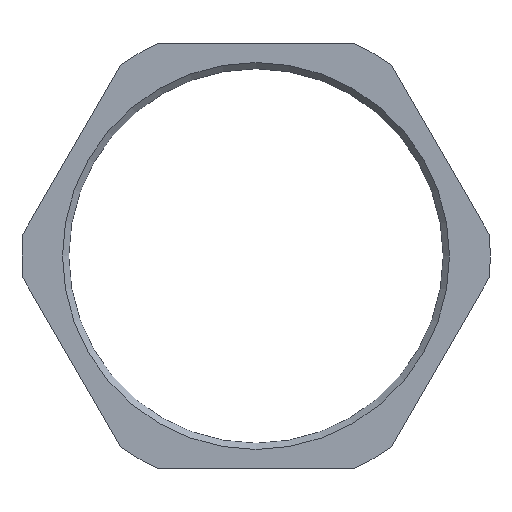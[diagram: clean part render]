
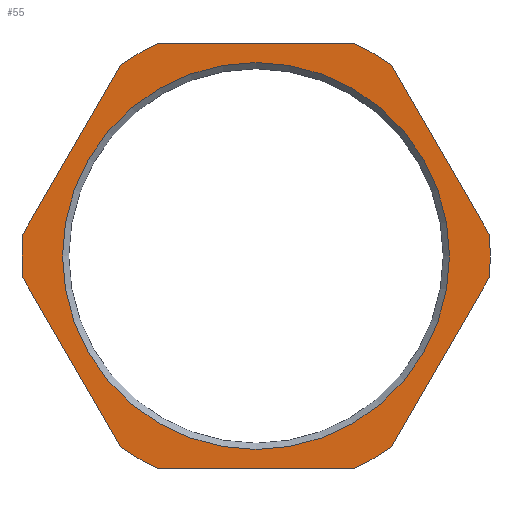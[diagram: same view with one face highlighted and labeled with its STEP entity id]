
A CAD part, left-side view. The second image highlights one B-rep face of the part: STEP entity #55.
In plain terms, the highlighted planar face has unit normal (-1, 0, 0).
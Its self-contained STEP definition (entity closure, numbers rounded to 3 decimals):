
#55 = ADVANCED_FACE( '', ( #115, #116 ), #117, .F. );
#115 = FACE_OUTER_BOUND( '', #178, .T. );
#116 = FACE_BOUND( '', #179, .T. );
#117 = PLANE( '', #180 );
#178 = EDGE_LOOP( '', ( #264, #265, #266, #267, #268, #269, #270, #271, #272, #273, #274, #275 ) );
#179 = EDGE_LOOP( '', ( #276 ) );
#180 = AXIS2_PLACEMENT_3D( '', #277, #278, #279 );
#264 = ORIENTED_EDGE( '', *, *, #380, .F. );
#265 = ORIENTED_EDGE( '', *, *, #375, .F. );
#266 = ORIENTED_EDGE( '', *, *, #389, .F. );
#267 = ORIENTED_EDGE( '', *, *, #390, .F. );
#268 = ORIENTED_EDGE( '', *, *, #391, .F. );
#269 = ORIENTED_EDGE( '', *, *, #365, .F. );
#270 = ORIENTED_EDGE( '', *, *, #392, .F. );
#271 = ORIENTED_EDGE( '', *, *, #360, .F. );
#272 = ORIENTED_EDGE( '', *, *, #393, .F. );
#273 = ORIENTED_EDGE( '', *, *, #370, .F. );
#274 = ORIENTED_EDGE( '', *, *, #394, .F. );
#275 = ORIENTED_EDGE( '', *, *, #395, .F. );
#276 = ORIENTED_EDGE( '', *, *, #396, .T. );
#277 = CARTESIAN_POINT( '', ( 0., 0., 0. ) );
#278 = DIRECTION( '', ( 1., 0., 0. ) );
#279 = DIRECTION( '', ( 0., 0., -1. ) );
#360 = EDGE_CURVE( '', #417, #418, #419, .T. );
#365 = EDGE_CURVE( '', #426, #427, #428, .T. );
#370 = EDGE_CURVE( '', #435, #436, #437, .T. );
#375 = EDGE_CURVE( '', #444, #445, #446, .T. );
#380 = EDGE_CURVE( '', #445, #453, #454, .T. );
#389 = EDGE_CURVE( '', #467, #444, #468, .T. );
#390 = EDGE_CURVE( '', #469, #467, #470, .T. );
#391 = EDGE_CURVE( '', #427, #469, #471, .T. );
#392 = EDGE_CURVE( '', #418, #426, #472, .T. );
#393 = EDGE_CURVE( '', #436, #417, #473, .T. );
#394 = EDGE_CURVE( '', #474, #435, #475, .T. );
#395 = EDGE_CURVE( '', #453, #474, #476, .T. );
#396 = EDGE_CURVE( '', #477, #477, #478, .T. );
#417 = VERTEX_POINT( '', #502 );
#418 = VERTEX_POINT( '', #503 );
#419 = CIRCLE( '', #504, 30.25 );
#426 = VERTEX_POINT( '', #513 );
#427 = VERTEX_POINT( '', #514 );
#428 = CIRCLE( '', #515, 30.25 );
#435 = VERTEX_POINT( '', #524 );
#436 = VERTEX_POINT( '', #525 );
#437 = CIRCLE( '', #526, 30.25 );
#444 = VERTEX_POINT( '', #535 );
#445 = VERTEX_POINT( '', #536 );
#446 = CIRCLE( '', #537, 30.25 );
#453 = VERTEX_POINT( '', #546 );
#454 = LINE( '', #547, #548 );
#467 = VERTEX_POINT( '', #563 );
#468 = LINE( '', #564, #565 );
#469 = VERTEX_POINT( '', #566 );
#470 = CIRCLE( '', #567, 30.25 );
#471 = LINE( '', #568, #569 );
#472 = LINE( '', #570, #571 );
#473 = LINE( '', #572, #573 );
#474 = VERTEX_POINT( '', #574 );
#475 = LINE( '', #575, #576 );
#476 = CIRCLE( '', #577, 30.25 );
#477 = VERTEX_POINT( '', #578 );
#478 = CIRCLE( '', #579, 25. );
#502 = CARTESIAN_POINT( '', ( 0., -30.117, 2.836 ) );
#503 = CARTESIAN_POINT( '', ( 0., -30.117, -2.836 ) );
#504 = AXIS2_PLACEMENT_3D( '', #610, #611, #612 );
#513 = CARTESIAN_POINT( '', ( 0., -17.515, -24.664 ) );
#514 = CARTESIAN_POINT( '', ( 0., -12.602, -27.5 ) );
#515 = AXIS2_PLACEMENT_3D( '', #618, #619, #620 );
#524 = CARTESIAN_POINT( '', ( 0., -12.602, 27.5 ) );
#525 = CARTESIAN_POINT( '', ( 0., -17.515, 24.664 ) );
#526 = AXIS2_PLACEMENT_3D( '', #626, #627, #628 );
#535 = CARTESIAN_POINT( '', ( 0., 30.117, -2.836 ) );
#536 = CARTESIAN_POINT( '', ( 0., 30.117, 2.836 ) );
#537 = AXIS2_PLACEMENT_3D( '', #634, #635, #636 );
#546 = CARTESIAN_POINT( '', ( 0., 17.515, 24.664 ) );
#547 = CARTESIAN_POINT( '', ( 0., 30.117, 2.836 ) );
#548 = VECTOR( '', #642, 1000. );
#563 = CARTESIAN_POINT( '', ( 0., 17.515, -24.664 ) );
#564 = CARTESIAN_POINT( '', ( 0., 17.515, -24.664 ) );
#565 = VECTOR( '', #654, 1000. );
#566 = CARTESIAN_POINT( '', ( 0., 12.602, -27.5 ) );
#567 = AXIS2_PLACEMENT_3D( '', #655, #656, #657 );
#568 = CARTESIAN_POINT( '', ( 0., -12.602, -27.5 ) );
#569 = VECTOR( '', #658, 1000. );
#570 = CARTESIAN_POINT( '', ( 0., -30.117, -2.836 ) );
#571 = VECTOR( '', #659, 1000. );
#572 = CARTESIAN_POINT( '', ( 0., -17.515, 24.664 ) );
#573 = VECTOR( '', #660, 1000. );
#574 = CARTESIAN_POINT( '', ( 0., 12.602, 27.5 ) );
#575 = CARTESIAN_POINT( '', ( 0., 12.602, 27.5 ) );
#576 = VECTOR( '', #661, 1000. );
#577 = AXIS2_PLACEMENT_3D( '', #662, #663, #664 );
#578 = CARTESIAN_POINT( '', ( 0., 0., -25. ) );
#579 = AXIS2_PLACEMENT_3D( '', #665, #666, #667 );
#610 = CARTESIAN_POINT( '', ( 0., 0., 0. ) );
#611 = DIRECTION( '', ( 1., 0., 0. ) );
#612 = DIRECTION( '', ( 0., 0., -1. ) );
#618 = CARTESIAN_POINT( '', ( 0., 0., 0. ) );
#619 = DIRECTION( '', ( 1., 0., 0. ) );
#620 = DIRECTION( '', ( 0., 0., -1. ) );
#626 = CARTESIAN_POINT( '', ( 0., 0., 0. ) );
#627 = DIRECTION( '', ( 1., 0., 0. ) );
#628 = DIRECTION( '', ( 0., 0., -1. ) );
#634 = CARTESIAN_POINT( '', ( 0., 0., 0. ) );
#635 = DIRECTION( '', ( 1., 0., 0. ) );
#636 = DIRECTION( '', ( 0., 0., -1. ) );
#642 = DIRECTION( '', ( 0., -0.5, 0.866 ) );
#654 = DIRECTION( '', ( 0., 0.5, 0.866 ) );
#655 = CARTESIAN_POINT( '', ( 0., 0., 0. ) );
#656 = DIRECTION( '', ( 1., 0., 0. ) );
#657 = DIRECTION( '', ( 0., 0., -1. ) );
#658 = DIRECTION( '', ( 0., 1., 0. ) );
#659 = DIRECTION( '', ( 0., 0.5, -0.866 ) );
#660 = DIRECTION( '', ( 0., -0.5, -0.866 ) );
#661 = DIRECTION( '', ( 0., -1., 0. ) );
#662 = CARTESIAN_POINT( '', ( 0., 0., 0. ) );
#663 = DIRECTION( '', ( 1., 0., 0. ) );
#664 = DIRECTION( '', ( 0., 0., -1. ) );
#665 = CARTESIAN_POINT( '', ( 0., 0., 0. ) );
#666 = DIRECTION( '', ( 1., 0., 0. ) );
#667 = DIRECTION( '', ( 0., 0., -1. ) );
